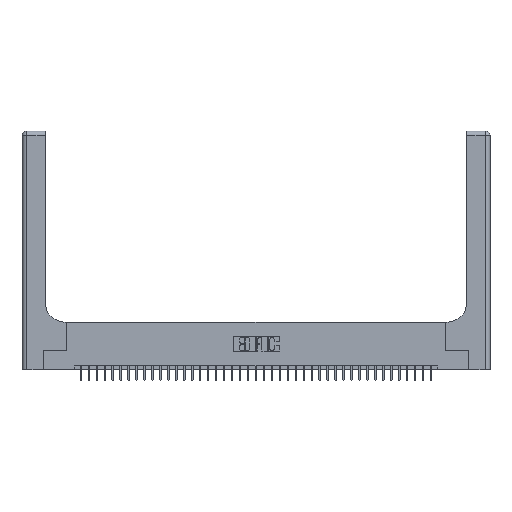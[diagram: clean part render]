
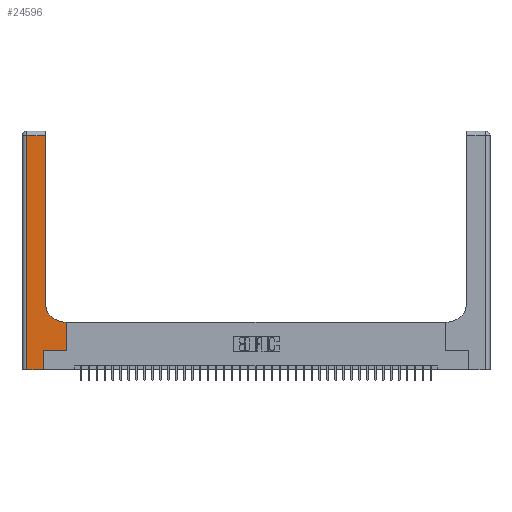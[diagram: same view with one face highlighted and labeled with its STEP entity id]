
A CAD part, top view. The second image highlights one B-rep face of the part: STEP entity #24596.
In plain terms, the highlighted planar face has unit normal (0, 0, 1).
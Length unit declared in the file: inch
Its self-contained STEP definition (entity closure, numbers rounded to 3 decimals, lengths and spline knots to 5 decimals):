
#488 = CARTESIAN_POINT ( 'NONE',  ( 0.2915, 0.6, 0.37 ) ) ;
#795 = AXIS2_PLACEMENT_3D ( 'NONE', #17368, #38925, #23886 ) ;
#1203 = VERTEX_POINT ( 'NONE', #7135 ) ;
#1385 = ORIENTED_EDGE ( 'NONE', *, *, #12721, .T. ) ;
#1611 = LINE ( 'NONE', #16855, #9298 ) ;
#1704 = LINE ( 'NONE', #4534, #36730 ) ;
#1785 = VERTEX_POINT ( 'NONE', #10346 ) ;
#2029 = ORIENTED_EDGE ( 'NONE', *, *, #35620, .T. ) ;
#3208 = DIRECTION ( 'NONE',  ( 0., 1., 0. ) ) ;
#3885 = CARTESIAN_POINT ( 'NONE',  ( 0.5585, 0.6, 0.37 ) ) ;
#4122 = VECTOR ( 'NONE', #35640, 39.37008 ) ;
#4196 = EDGE_CURVE ( 'NONE', #21080, #1785, #12879, .T. ) ;
#4225 = CARTESIAN_POINT ( 'NONE',  ( 0.06, 2.94, 0.37 ) ) ;
#4534 = CARTESIAN_POINT ( 'NONE',  ( 0., 2.94, 0.37 ) ) ;
#4816 = DIRECTION ( 'NONE',  ( 0., 0., -1. ) ) ;
#4913 = VECTOR ( 'NONE', #15378, 39.37008 ) ;
#5824 = CARTESIAN_POINT ( 'NONE',  ( 0.06, 3., 0.37 ) ) ;
#5826 = ORIENTED_EDGE ( 'NONE', *, *, #11237, .T. ) ;
#6020 = LINE ( 'NONE', #5824, #4913 ) ;
#7135 = CARTESIAN_POINT ( 'NONE',  ( 0.2915, 2.94, 0.37 ) ) ;
#7184 = ORIENTED_EDGE ( 'NONE', *, *, #30408, .T. ) ;
#7187 = LINE ( 'NONE', #31674, #35993 ) ;
#8919 = CARTESIAN_POINT ( 'NONE',  ( 0.5585, 0.25, 0.37 ) ) ;
#9298 = VECTOR ( 'NONE', #22767, 39.37008 ) ;
#9586 = VERTEX_POINT ( 'NONE', #34986 ) ;
#10346 = CARTESIAN_POINT ( 'NONE',  ( 0.5415, 0.6, 0.37 ) ) ;
#11237 = EDGE_CURVE ( 'NONE', #24576, #9586, #1611, .T. ) ;
#11258 = VERTEX_POINT ( 'NONE', #4225 ) ;
#11440 = EDGE_CURVE ( 'NONE', #30693, #38366, #7187, .T. ) ;
#11647 = CARTESIAN_POINT ( 'NONE',  ( 0.06, 0., 0.37 ) ) ;
#12413 = VERTEX_POINT ( 'NONE', #23603 ) ;
#12721 = EDGE_CURVE ( 'NONE', #1785, #12413, #34438, .T. ) ;
#12879 = LINE ( 'NONE', #488, #13263 ) ;
#13172 = ORIENTED_EDGE ( 'NONE', *, *, #33622, .T. ) ;
#13263 = VECTOR ( 'NONE', #28793, 39.37008 ) ;
#13653 = EDGE_CURVE ( 'NONE', #38366, #21080, #36218, .T. ) ;
#15378 = DIRECTION ( 'NONE',  ( 0., -1., 0. ) ) ;
#15821 = LINE ( 'NONE', #21527, #34067 ) ;
#16110 = CARTESIAN_POINT ( 'NONE',  ( 0.269, 0.25, 0.37 ) ) ;
#16263 = EDGE_CURVE ( 'NONE', #12413, #1203, #23424, .T. ) ;
#16855 = CARTESIAN_POINT ( 'NONE',  ( 0., 0., 0.37 ) ) ;
#17000 = ORIENTED_EDGE ( 'NONE', *, *, #16263, .T. ) ;
#17368 = CARTESIAN_POINT ( 'NONE',  ( 0., 3., 0.37 ) ) ;
#20921 = ORIENTED_EDGE ( 'NONE', *, *, #11440, .T. ) ;
#21080 = VERTEX_POINT ( 'NONE', #3885 ) ;
#21527 = CARTESIAN_POINT ( 'NONE',  ( 0.269, 0., 0.37 ) ) ;
#22485 = DIRECTION ( 'NONE',  ( 1., 0., 0. ) ) ;
#22767 = DIRECTION ( 'NONE',  ( 1., 0., 0. ) ) ;
#23064 = DIRECTION ( 'NONE',  ( -1., 0., 0. ) ) ;
#23424 = LINE ( 'NONE', #38680, #4122 ) ;
#23451 = CARTESIAN_POINT ( 'NONE',  ( 0.5585, 0.25, 0.37 ) ) ;
#23488 = FACE_OUTER_BOUND ( 'NONE', #36452, .T. ) ;
#23603 = CARTESIAN_POINT ( 'NONE',  ( 0.2915, 0.85, 0.37 ) ) ;
#23886 = DIRECTION ( 'NONE',  ( -1., 0., 0. ) ) ;
#24576 = VERTEX_POINT ( 'NONE', #11647 ) ;
#24596 = ADVANCED_FACE ( 'NONE', ( #23488 ), #26769, .F. ) ;
#25401 = VECTOR ( 'NONE', #27489, 39.37008 ) ;
#26769 = PLANE ( 'NONE',  #795 ) ;
#27489 = DIRECTION ( 'NONE',  ( 0., 1., 0. ) ) ;
#28793 = DIRECTION ( 'NONE',  ( -1., 0., 0. ) ) ;
#29966 = ORIENTED_EDGE ( 'NONE', *, *, #4196, .T. ) ;
#30408 = EDGE_CURVE ( 'NONE', #11258, #24576, #6020, .T. ) ;
#30551 = AXIS2_PLACEMENT_3D ( 'NONE', #35363, #4816, #32115 ) ;
#30693 = VERTEX_POINT ( 'NONE', #16110 ) ;
#31674 = CARTESIAN_POINT ( 'NONE',  ( 0.269, 0.25, 0.37 ) ) ;
#32115 = DIRECTION ( 'NONE',  ( 1., 0., 0. ) ) ;
#33622 = EDGE_CURVE ( 'NONE', #9586, #30693, #15821, .T. ) ;
#34067 = VECTOR ( 'NONE', #3208, 39.37008 ) ;
#34438 = CIRCLE ( 'NONE', #30551, 0.25 ) ;
#34986 = CARTESIAN_POINT ( 'NONE',  ( 0.269, 0., 0.37 ) ) ;
#35363 = CARTESIAN_POINT ( 'NONE',  ( 0.5415, 0.85, 0.37 ) ) ;
#35620 = EDGE_CURVE ( 'NONE', #1203, #11258, #1704, .T. ) ;
#35640 = DIRECTION ( 'NONE',  ( 0., 1., 0. ) ) ;
#35823 = ORIENTED_EDGE ( 'NONE', *, *, #13653, .T. ) ;
#35993 = VECTOR ( 'NONE', #22485, 39.37008 ) ;
#36218 = LINE ( 'NONE', #8919, #25401 ) ;
#36452 = EDGE_LOOP ( 'NONE', ( #17000, #2029, #7184, #5826, #13172, #20921, #35823, #29966, #1385 ) ) ;
#36730 = VECTOR ( 'NONE', #23064, 39.37008 ) ;
#38366 = VERTEX_POINT ( 'NONE', #23451 ) ;
#38680 = CARTESIAN_POINT ( 'NONE',  ( 0.2915, 3., 0.37 ) ) ;
#38925 = DIRECTION ( 'NONE',  ( 0., 0., -1. ) ) ;
